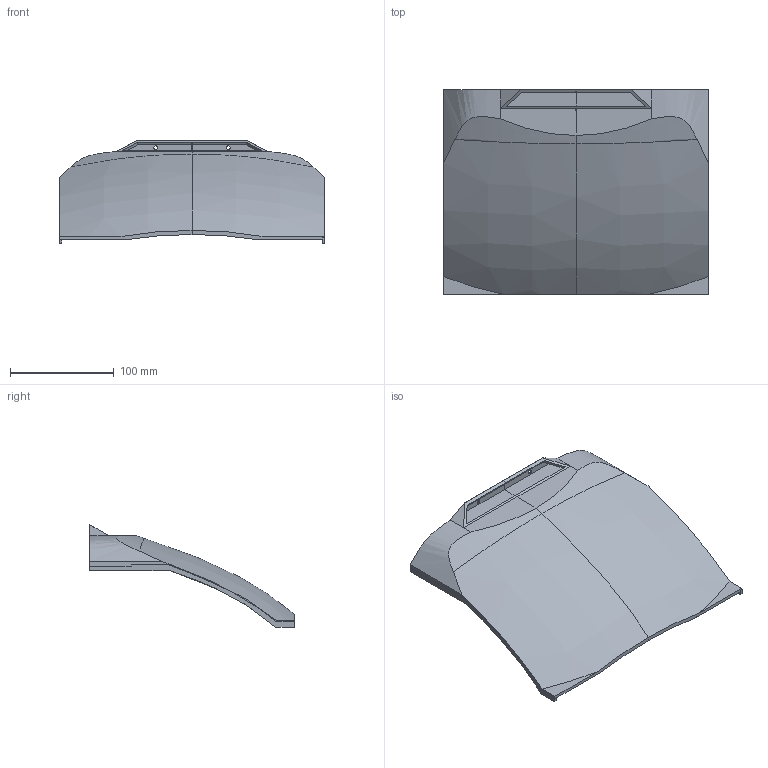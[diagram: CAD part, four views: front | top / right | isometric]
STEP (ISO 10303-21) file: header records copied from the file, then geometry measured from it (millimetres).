
FILE_DESCRIPTION(/* description */ ('Unknown'),/* implementation_level */ '2;1');
FILE_NAME(/* name */ 'Body_2_mitte_Bambu',/* time_stamp */ '2024-03-04T10:46:08+01:00',/* author */ ('Unknown'),/* organization */ ('Unknown'),/* preprocessor_version */ 'ST-DEVELOPER v18.102',/* originating_system */ 'Solid Edge',/* authorisation */ 'Unknown');
FILE_SCHEMA (('AUTOMOTIVE_DESIGN {1 0 10303 214 3 1 1}'));
Length unit declared in the file: millimetre
Products named in the file (1): Body_2_mitte_Bambu
Bounding box: 255 x 197.32 x 98.83 mm (x, y, z)
Volume: 175294.3 mm3; surface area: 122292.5 mm2
Topology: 1 solids, 1 shells, 98 faces, 321 edges, 225 vertices
Faces by surface type: plane 63, bspline 33, cylinder 2
Full cylindrical faces by diameter (mm): 3.6 x2
Entity records: 6055 total; most frequent: CARTESIAN_POINT 3565, ORIENTED_EDGE 636, EDGE_CURVE 318, DIRECTION 318, VERTEX_POINT 224, LINE 170, VECTOR 170, B_SPLINE_CURVE_WITH_KNOTS 140
